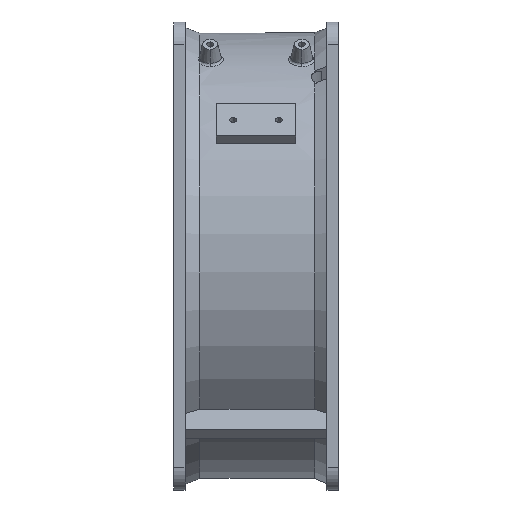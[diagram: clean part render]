
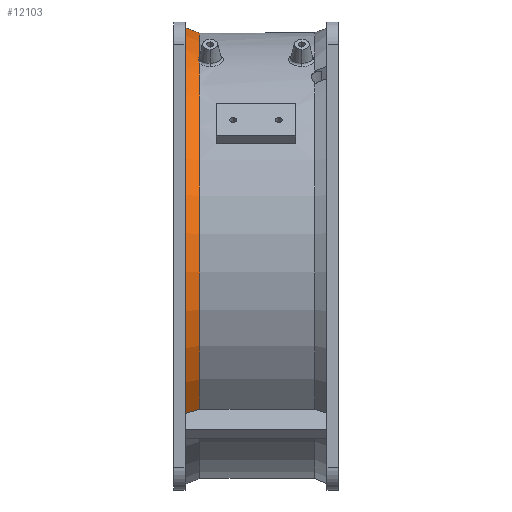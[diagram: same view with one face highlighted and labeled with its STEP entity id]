
A CAD part, left-side view. The second image highlights one B-rep face of the part: STEP entity #12103.
In plain terms, the highlighted conical face has half-angle 21.038 degrees and reference radius 99.503 mm.
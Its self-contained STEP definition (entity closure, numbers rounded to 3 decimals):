
#2717=CARTESIAN_POINT('',(0.,67.4,0.));
#2718=DIRECTION('',(0.,-1.,0.));
#2719=DIRECTION('',(0.688,0.,0.726));
#2720=AXIS2_PLACEMENT_3D('',#2717,#2718,#2719);
#2722=CARTESIAN_POINT('',(0.,67.4,0.));
#2723=DIRECTION('',(0.,-1.,0.));
#2724=DIRECTION('',(-0.707,0.,0.707));
#2725=AXIS2_PLACEMENT_3D('',#2722,#2723,#2724);
#3877=CARTESIAN_POINT('',(-49.935,60.886,84.614));
#3878=CARTESIAN_POINT('',(-49.883,60.886,84.645));
#3879=CARTESIAN_POINT('',(-49.772,60.896,84.715));
#3880=CARTESIAN_POINT('',(-49.595,60.933,84.835));
#3881=CARTESIAN_POINT('',(-49.404,60.984,84.969));
#3882=CARTESIAN_POINT('',(-49.195,61.046,85.118));
#3883=CARTESIAN_POINT('',(-48.965,61.116,85.281));
#3884=CARTESIAN_POINT('',(-48.712,61.189,85.459));
#3885=CARTESIAN_POINT('',(-48.429,61.264,85.652));
#3886=CARTESIAN_POINT('',(-48.114,61.334,85.86));
#3887=CARTESIAN_POINT('',(-47.759,61.394,86.085));
#3888=CARTESIAN_POINT('',(-47.358,61.439,86.326));
#3889=CARTESIAN_POINT('',(-47.053,61.451,86.498));
#3890=CARTESIAN_POINT('',(-46.892,61.452,86.585));
#3903=CARTESIAN_POINT('',(-49.935,60.886,84.614));
#3905=CARTESIAN_POINT('',(0.,60.886,0.));
#3906=DIRECTION('',(0.,-1.,0.));
#3907=DIRECTION('',(-0.508,0.,0.861));
#3908=AXIS2_PLACEMENT_3D('',#3905,#3906,#3907);
#3910=CARTESIAN_POINT('',(0.,60.886,0.));
#3911=DIRECTION('',(0.,-1.,0.));
#3912=DIRECTION('',(-0.707,0.,0.707));
#3913=AXIS2_PLACEMENT_3D('',#3910,#3911,#3912);
#3915=CARTESIAN_POINT('',(-71.391,60.886,
-67.501));
#3916=CARTESIAN_POINT('',(-71.587,61.61,
-67.698));
#3917=CARTESIAN_POINT('',(-71.981,63.057,
-68.092));
#3918=CARTESIAN_POINT('',(-72.572,65.229,
-68.683));
#3919=CARTESIAN_POINT('',(-72.966,66.676,
-69.077));
#3920=CARTESIAN_POINT('',(-73.163,67.4,-69.274));
#3922=CARTESIAN_POINT('',(69.274,67.4,73.163));
#3923=CARTESIAN_POINT('',(69.077,66.676,72.966));
#3924=CARTESIAN_POINT('',(68.683,65.229,72.572));
#3925=CARTESIAN_POINT('',(68.092,63.057,71.981));
#3926=CARTESIAN_POINT('',(67.698,61.61,71.587));
#3927=CARTESIAN_POINT('',(67.501,60.886,71.391));
#3929=CARTESIAN_POINT('',(0.,60.886,0.));
#3930=DIRECTION('',(0.,-1.,0.));
#3931=DIRECTION('',(0.687,0.,0.727));
#3932=AXIS2_PLACEMENT_3D('',#3929,#3930,#3931);
#4252=CARTESIAN_POINT('',(-46.892,61.452,86.585));
#4253=CARTESIAN_POINT('',(-46.74,61.452,86.668));
#4254=CARTESIAN_POINT('',(-46.448,61.442,86.821));
#4255=CARTESIAN_POINT('',(-46.047,61.404,87.017));
#4256=CARTESIAN_POINT('',(-45.681,61.35,87.186));
#4257=CARTESIAN_POINT('',(-45.347,61.287,87.333));
#4258=CARTESIAN_POINT('',(-45.041,61.219,87.462));
#4259=CARTESIAN_POINT('',(-44.761,61.151,87.576));
#4260=CARTESIAN_POINT('',(-44.504,61.085,87.678));
#4261=CARTESIAN_POINT('',(-44.269,61.023,87.771));
#4262=CARTESIAN_POINT('',(-44.053,60.969,87.856));
#4263=CARTESIAN_POINT('',(-43.855,60.925,87.936));
#4264=CARTESIAN_POINT('',(-43.675,60.894,88.013));
#4265=CARTESIAN_POINT('',(-43.565,60.886,88.063));
#4266=CARTESIAN_POINT('',(-43.516,60.886,88.088));
#4268=CARTESIAN_POINT('',(-43.516,60.886,88.088));
#7127=CARTESIAN_POINT('',(69.274,67.4,73.163));
#7128=VERTEX_POINT('',#7127);
#7129=CARTESIAN_POINT('',(-71.245,67.4,71.245));
#7130=CARTESIAN_POINT('',(-73.163,67.4,
-69.274));
#7131=VERTEX_POINT('',#7129);
#7132=VERTEX_POINT('',#7130);
#7319=VERTEX_POINT('',#3903);
#7321=VERTEX_POINT('',#4268);
#7322=CARTESIAN_POINT('',(67.501,60.886,71.391));
#7323=VERTEX_POINT('',#7322);
#7342=CARTESIAN_POINT('',(-71.391,60.886,
-67.501));
#7343=VERTEX_POINT('',#7342);
#7344=CARTESIAN_POINT('',(-69.473,60.886,69.473));
#7345=VERTEX_POINT('',#7344);
#7354=VERTEX_POINT('',#3890);
#12084=CARTESIAN_POINT('',(0.,64.143,0.));
#12085=DIRECTION('',(0.,1.,0.));
#12086=DIRECTION('',(0.707,0.,-0.707));
#12087=AXIS2_PLACEMENT_3D('',#12084,#12085,#12086);
#12088=CONICAL_SURFACE('',#12087,99.503,21.038);
#12089=ORIENTED_EDGE('',*,*,#12072,.F.);
#12090=ORIENTED_EDGE('',*,*,#12009,.T.);
#12091=ORIENTED_EDGE('',*,*,#12007,.T.);
#12093=ORIENTED_EDGE('',*,*,#12092,.T.);
#12094=ORIENTED_EDGE('',*,*,#10475,.F.);
#12095=ORIENTED_EDGE('',*,*,#10473,.F.);
#12097=ORIENTED_EDGE('',*,*,#12096,.T.);
#12098=ORIENTED_EDGE('',*,*,#11983,.T.);
#12100=ORIENTED_EDGE('',*,*,#12099,.F.);
#12101=EDGE_LOOP('',(#12089,#12090,#12091,#12093,#12094,#12095,#12097,#12098,
#12100));
#12102=FACE_OUTER_BOUND('',#12101,.F.);
#2721=CIRCLE('',#2720,100.755);
#2726=CIRCLE('',#2725,100.755);
#3891=B_SPLINE_CURVE_WITH_KNOTS('',3,(#3877,#3878,#3879,#3880,#3881,#3882,#3883,
#3884,#3885,#3886,#3887,#3888,#3889,#3890),.UNSPECIFIED.,.F.,.F.,(4,1,1,1,1,1,1,
1,1,1,1,4),(0.,0.091,0.182,0.273,
0.364,0.455,0.545,0.636,
0.727,0.818,0.909,1.),.UNSPECIFIED.);
#3909=CIRCLE('',#3908,98.25);
#3914=CIRCLE('',#3913,98.25);
#3921=B_SPLINE_CURVE_WITH_KNOTS('',3,(#3915,#3916,#3917,#3918,#3919,#3920),
.UNSPECIFIED.,.F.,.F.,(4,1,1,4),(0.,0.333,0.667,1.),
.UNSPECIFIED.);
#3928=B_SPLINE_CURVE_WITH_KNOTS('',3,(#3922,#3923,#3924,#3925,#3926,#3927),
.UNSPECIFIED.,.F.,.F.,(4,1,1,4),(0.,0.333,0.667,1.),
.UNSPECIFIED.);
#3933=CIRCLE('',#3932,98.25);
#4267=B_SPLINE_CURVE_WITH_KNOTS('',3,(#4252,#4253,#4254,#4255,#4256,#4257,#4258,
#4259,#4260,#4261,#4262,#4263,#4264,#4265,#4266),.UNSPECIFIED.,.F.,.F.,(4,1,1,1,
1,1,1,1,1,1,1,1,4),(0.,0.083,0.167,0.25,
0.333,0.417,0.5,0.583,0.667,
0.75,0.833,0.917,1.),.UNSPECIFIED.);
#10473=EDGE_CURVE('',#7128,#7131,#2721,.T.);
#10475=EDGE_CURVE('',#7131,#7132,#2726,.T.);
#11983=EDGE_CURVE('',#7323,#7321,#3933,.T.);
#12007=EDGE_CURVE('',#7345,#7343,#3914,.T.);
#12009=EDGE_CURVE('',#7319,#7345,#3909,.T.);
#12072=EDGE_CURVE('',#7319,#7354,#3891,.T.);
#12092=EDGE_CURVE('',#7343,#7132,#3921,.T.);
#12096=EDGE_CURVE('',#7128,#7323,#3928,.T.);
#12099=EDGE_CURVE('',#7354,#7321,#4267,.T.);
#12103=ADVANCED_FACE('',(#12102),#12088,.T.);
